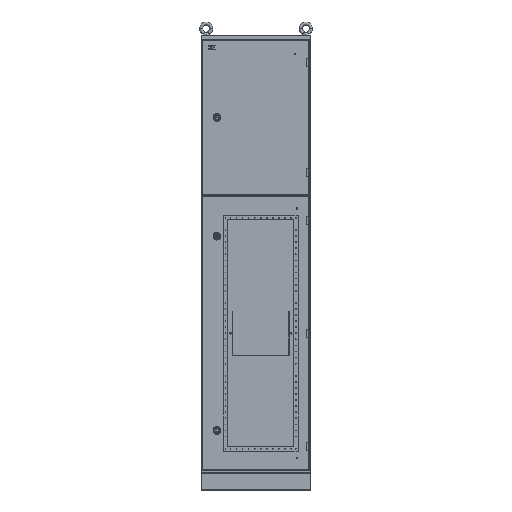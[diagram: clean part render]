
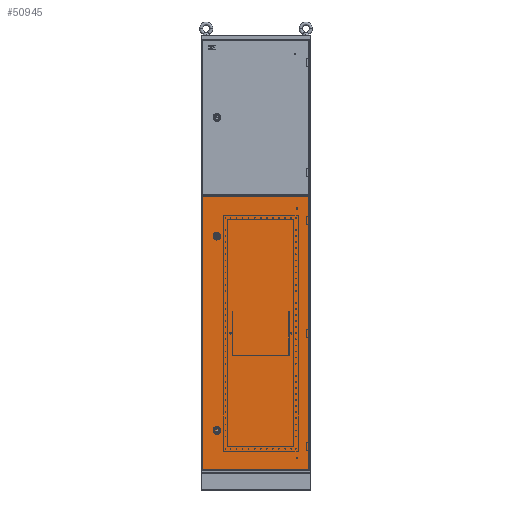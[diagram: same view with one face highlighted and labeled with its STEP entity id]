
A CAD part, top view. The second image highlights one B-rep face of the part: STEP entity #50945.
In plain terms, the highlighted planar face has unit normal (0, 0, 1).
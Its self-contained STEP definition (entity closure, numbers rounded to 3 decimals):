
#64 = DIRECTION ( 'NONE',  ( 0., -1., 0. ) ) ;
#461 = CARTESIAN_POINT ( 'NONE',  ( 60., -400., 0. ) ) ;
#1527 = AXIS2_PLACEMENT_3D ( 'NONE', #7086, #76400, #38658 ) ;
#2550 = VECTOR ( 'NONE', #3950, 1000. ) ;
#2715 = VECTOR ( 'NONE', #58624, 1000. ) ;
#3950 = DIRECTION ( 'NONE',  ( 1., 0., 0. ) ) ;
#4414 = VERTEX_POINT ( 'NONE', #45575 ) ;
#5603 = CARTESIAN_POINT ( 'NONE',  ( 60., -400., 0. ) ) ;
#6769 = DIRECTION ( 'NONE',  ( -1., 0., 0. ) ) ;
#7086 = CARTESIAN_POINT ( 'NONE',  ( 0., 0., 0. ) ) ;
#8306 = CARTESIAN_POINT ( 'NONE',  ( 0., 563.5, 0. ) ) ;
#8576 = ORIENTED_EDGE ( 'NONE', *, *, #62144, .F. ) ;
#8849 = AXIS2_PLACEMENT_3D ( 'NONE', #74356, #36625, #80658 ) ;
#10250 = CARTESIAN_POINT ( 'NONE',  ( 0., -563.5, 0. ) ) ;
#11619 = AXIS2_PLACEMENT_3D ( 'NONE', #461, #44430, #6769 ) ;
#11928 = DIRECTION ( 'NONE',  ( -1., 0., 0. ) ) ;
#13050 = EDGE_CURVE ( 'NONE', #79000, #29705, #52662, .T. ) ;
#13803 = CIRCLE ( 'NONE', #28493, 1.5 ) ;
#14562 = DIRECTION ( 'NONE',  ( 0., 1., 0. ) ) ;
#14792 = LINE ( 'NONE', #39569, #46257 ) ;
#15412 = CARTESIAN_POINT ( 'NONE',  ( 440.5, 563.5, 0. ) ) ;
#17208 = ORIENTED_EDGE ( 'NONE', *, *, #59731, .F. ) ;
#17246 = VECTOR ( 'NONE', #64, 1000. ) ;
#19965 = FACE_BOUND ( 'NONE', #29656, .T. ) ;
#20692 = ORIENTED_EDGE ( 'NONE', *, *, #81051, .F. ) ;
#21162 = LINE ( 'NONE', #10250, #2550 ) ;
#28493 = AXIS2_PLACEMENT_3D ( 'NONE', #5603, #49578, #11928 ) ;
#28837 = CARTESIAN_POINT ( 'NONE',  ( 440.5, -563.5, 0. ) ) ;
#29656 = EDGE_LOOP ( 'NONE', ( #17208, #20692 ) ) ;
#29705 = VERTEX_POINT ( 'NONE', #44435 ) ;
#32066 = PLANE ( 'NONE',  #1527 ) ;
#32470 = EDGE_CURVE ( 'NONE', #38092, #79000, #69580, .T. ) ;
#34118 = DIRECTION ( 'NONE',  ( 0., 0., 1. ) ) ;
#35551 = CARTESIAN_POINT ( 'NONE',  ( 58.5, 400., 0. ) ) ;
#35752 = CIRCLE ( 'NONE', #11619, 1.5 ) ;
#36538 = EDGE_CURVE ( 'NONE', #40195, #67743, #13803, .T. ) ;
#36625 = DIRECTION ( 'NONE',  ( 0., 0., 1. ) ) ;
#37400 = EDGE_CURVE ( 'NONE', #71208, #38092, #14792, .T. ) ;
#38092 = VERTEX_POINT ( 'NONE', #15412 ) ;
#38658 = DIRECTION ( 'NONE',  ( 1., 0., 0. ) ) ;
#39569 = CARTESIAN_POINT ( 'NONE',  ( 440.5, 563.5, 0. ) ) ;
#40195 = VERTEX_POINT ( 'NONE', #50509 ) ;
#42108 = ORIENTED_EDGE ( 'NONE', *, *, #32470, .T. ) ;
#42270 = VERTEX_POINT ( 'NONE', #35551 ) ;
#43606 = CIRCLE ( 'NONE', #58400, 1.5 ) ;
#43761 = CARTESIAN_POINT ( 'NONE',  ( 0., 563.5, 0. ) ) ;
#44430 = DIRECTION ( 'NONE',  ( 0., 0., 1. ) ) ;
#44435 = CARTESIAN_POINT ( 'NONE',  ( 0., -563.5, 0. ) ) ;
#45575 = CARTESIAN_POINT ( 'NONE',  ( 61.5, 400., 0. ) ) ;
#45848 = ORIENTED_EDGE ( 'NONE', *, *, #47245, .T. ) ;
#46257 = VECTOR ( 'NONE', #14562, 1000. ) ;
#47245 = EDGE_CURVE ( 'NONE', #29705, #71208, #21162, .T. ) ;
#47732 = FACE_OUTER_BOUND ( 'NONE', #80983, .T. ) ;
#49578 = DIRECTION ( 'NONE',  ( 0., 0., 1. ) ) ;
#50509 = CARTESIAN_POINT ( 'NONE',  ( 58.5, -400., 0. ) ) ;
#50945 = ADVANCED_FACE ( 'NONE', ( #70171, #19965, #47732 ), #32066, .T. ) ;
#52662 = LINE ( 'NONE', #43761, #17246 ) ;
#58400 = AXIS2_PLACEMENT_3D ( 'NONE', #71812, #34118, #78177 ) ;
#58624 = DIRECTION ( 'NONE',  ( -1., 0., 0. ) ) ;
#59731 = EDGE_CURVE ( 'NONE', #4414, #42270, #60791, .T. ) ;
#60791 = CIRCLE ( 'NONE', #8849, 1.5 ) ;
#61405 = ORIENTED_EDGE ( 'NONE', *, *, #37400, .T. ) ;
#62144 = EDGE_CURVE ( 'NONE', #67743, #40195, #35752, .T. ) ;
#67743 = VERTEX_POINT ( 'NONE', #70929 ) ;
#69580 = LINE ( 'NONE', #8306, #2715 ) ;
#70171 = FACE_BOUND ( 'NONE', #80340, .T. ) ;
#70929 = CARTESIAN_POINT ( 'NONE',  ( 61.5, -400., 0. ) ) ;
#71208 = VERTEX_POINT ( 'NONE', #28837 ) ;
#71812 = CARTESIAN_POINT ( 'NONE',  ( 60., 400., 0. ) ) ;
#74356 = CARTESIAN_POINT ( 'NONE',  ( 60., 400., 0. ) ) ;
#76400 = DIRECTION ( 'NONE',  ( 0., 0., 1. ) ) ;
#77092 = ORIENTED_EDGE ( 'NONE', *, *, #36538, .F. ) ;
#78177 = DIRECTION ( 'NONE',  ( 1., 0., 0. ) ) ;
#78943 = CARTESIAN_POINT ( 'NONE',  ( 0., 563.5, 0. ) ) ;
#79000 = VERTEX_POINT ( 'NONE', #78943 ) ;
#80340 = EDGE_LOOP ( 'NONE', ( #8576, #77092 ) ) ;
#80466 = ORIENTED_EDGE ( 'NONE', *, *, #13050, .T. ) ;
#80658 = DIRECTION ( 'NONE',  ( 1., 0., 0. ) ) ;
#80983 = EDGE_LOOP ( 'NONE', ( #80466, #45848, #61405, #42108 ) ) ;
#81051 = EDGE_CURVE ( 'NONE', #42270, #4414, #43606, .T. ) ;
